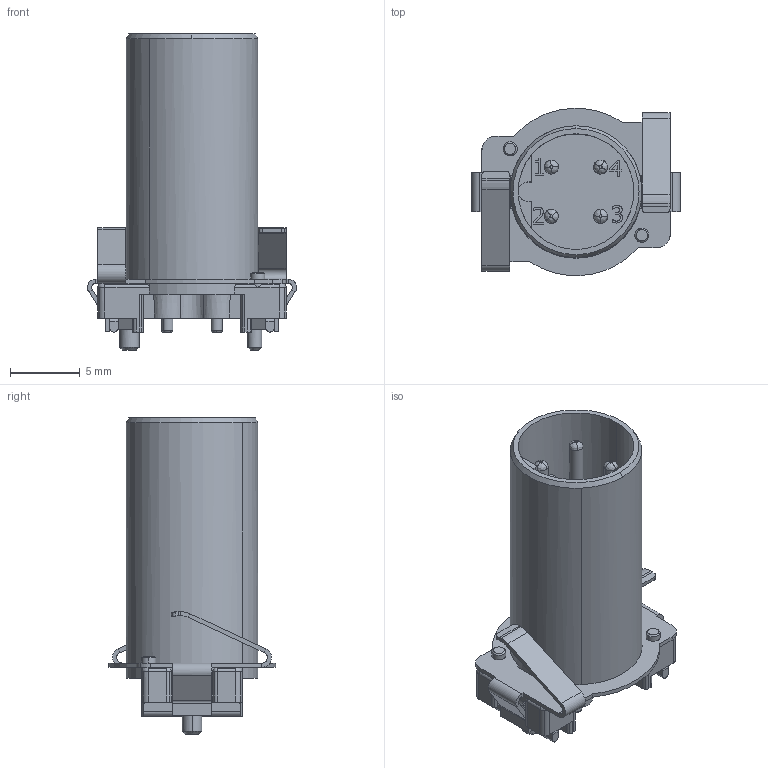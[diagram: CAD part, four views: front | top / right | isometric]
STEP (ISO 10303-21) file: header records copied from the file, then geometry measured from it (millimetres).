
FILE_DESCRIPTION(('CATIA V5R24 STEP','CAx-IF Rec.Pracs.--- Model Styling and Organization---1.2---2011-12-15'),'2;1');
FILE_NAME ('D1461828_0_2422720000_2422720000.stp','2017-05-15T08:36:14+00:00',('none'),('Weidmueller'),'CATIA Version 5-6 Release 2014 SP4 HF52','CATIA V5 STEP AP214','none');
FILE_SCHEMA(('AUTOMOTIVE_DESIGN { 1 0 10303 214 1 1 1 1 }'));
Length unit declared in the file: millimetre
Products named in the file (1): v5-standard_part
Bounding box: 14.99 x 11.99 x 22.7 mm (x, y, z)
Volume: 1005.3 mm3; surface area: 1819.5 mm2
Topology: 1 solids, 5 shells, 529 faces, 1461 edges, 945 vertices
Faces by surface type: plane 255, cylinder 161, bspline 69, cone 32, torus 8, sphere 4
Entity records: 19016 total; most frequent: CARTESIAN_POINT 6046, ORIENTED_EDGE 2914, DIRECTION 1997, EDGE_CURVE 1457, VERTEX_POINT 945, AXIS2_PLACEMENT_3D 775, VECTOR 760, LINE 760
